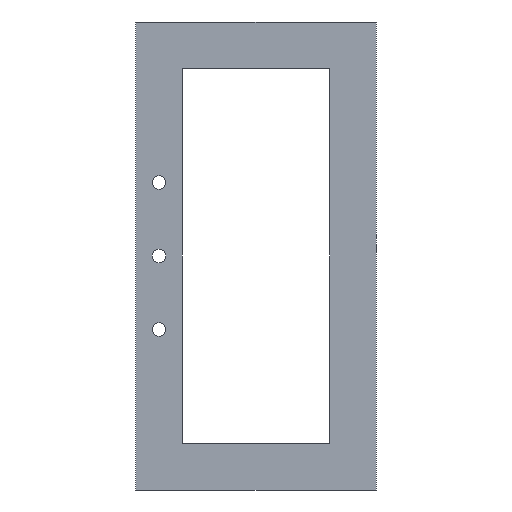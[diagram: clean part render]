
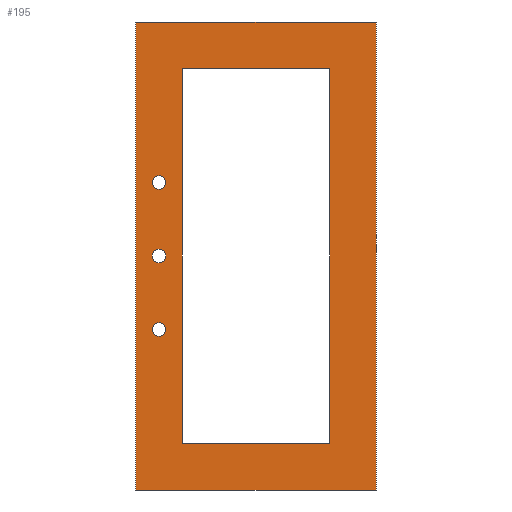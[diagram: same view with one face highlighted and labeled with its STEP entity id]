
A CAD part, top view. The second image highlights one B-rep face of the part: STEP entity #195.
In plain terms, the highlighted planar face has unit normal (0, 0, 1).
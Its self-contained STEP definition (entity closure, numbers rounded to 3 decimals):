
#32=CARTESIAN_POINT('',(435.,105.,10.));
#33=VERTEX_POINT('',#32);
#34=CARTESIAN_POINT('',(105.,105.,10.));
#35=VERTEX_POINT('',#34);
#36=CARTESIAN_POINT('',(435.,105.,10.));
#37=DIRECTION('',(-1.,0.,0.));
#38=VECTOR('',#37,330.);
#39=LINE('',#36,#38);
#40=EDGE_CURVE('',#33,#35,#39,.T.);
#82=CARTESIAN_POINT('',(540.,1050.,10.));
#83=VERTEX_POINT('',#82);
#90=CARTESIAN_POINT('',(540.,0.,10.));
#91=VERTEX_POINT('',#90);
#92=CARTESIAN_POINT('',(540.,0.,10.));
#93=DIRECTION('',(0.,1.,0.));
#94=VECTOR('',#93,1050.);
#95=LINE('',#92,#94);
#96=EDGE_CURVE('',#91,#83,#95,.T.);
#107=CARTESIAN_POINT('',(0.,0.,10.));
#108=DIRECTION('',(0.,0.,1.));
#109=DIRECTION('',(1.,0.,0.));
#110=AXIS2_PLACEMENT_3D('',#107,#108,#109);
#111=PLANE('',#110);
#112=CARTESIAN_POINT('',(67.5,690.,10.));
#113=VERTEX_POINT('',#112);
#114=CARTESIAN_POINT('',(52.5,690.,10.));
#115=DIRECTION('',(0.,0.,1.));
#116=DIRECTION('',(1.,0.,-0.));
#117=AXIS2_PLACEMENT_3D('',#114,#115,#116);
#118=CIRCLE('',#117,15.);
#119=EDGE_CURVE('',#113,#113,#118,.T.);
#120=ORIENTED_EDGE('',*,*,#119,.F.);
#121=EDGE_LOOP('',(#120));
#122=FACE_BOUND('',#121,.T.);
#123=CARTESIAN_POINT('',(67.5,360.,10.));
#124=VERTEX_POINT('',#123);
#125=CARTESIAN_POINT('',(52.5,360.,10.));
#126=DIRECTION('',(0.,0.,1.));
#127=DIRECTION('',(1.,0.,-0.));
#128=AXIS2_PLACEMENT_3D('',#125,#126,#127);
#129=CIRCLE('',#128,15.);
#130=EDGE_CURVE('',#124,#124,#129,.T.);
#131=ORIENTED_EDGE('',*,*,#130,.F.);
#132=EDGE_LOOP('',(#131));
#133=FACE_BOUND('',#132,.T.);
#134=CARTESIAN_POINT('',(67.5,525.,10.));
#135=VERTEX_POINT('',#134);
#136=CARTESIAN_POINT('',(52.5,525.,10.));
#137=DIRECTION('',(0.,0.,1.));
#138=DIRECTION('',(1.,0.,-0.));
#139=AXIS2_PLACEMENT_3D('',#136,#137,#138);
#140=CIRCLE('',#139,15.);
#141=EDGE_CURVE('',#135,#135,#140,.T.);
#142=ORIENTED_EDGE('',*,*,#141,.F.);
#143=EDGE_LOOP('',(#142));
#144=FACE_BOUND('',#143,.T.);
#145=CARTESIAN_POINT('',(105.,945.,10.));
#146=VERTEX_POINT('',#145);
#147=CARTESIAN_POINT('',(105.,105.,10.));
#148=DIRECTION('',(0.,1.,0.));
#149=VECTOR('',#148,840.);
#150=LINE('',#147,#149);
#151=EDGE_CURVE('',#35,#146,#150,.T.);
#152=ORIENTED_EDGE('',*,*,#151,.T.);
#153=CARTESIAN_POINT('',(435.,945.,10.));
#154=VERTEX_POINT('',#153);
#155=CARTESIAN_POINT('',(105.,945.,10.));
#156=DIRECTION('',(1.,0.,0.));
#157=VECTOR('',#156,330.);
#158=LINE('',#155,#157);
#159=EDGE_CURVE('',#146,#154,#158,.T.);
#160=ORIENTED_EDGE('',*,*,#159,.T.);
#161=CARTESIAN_POINT('',(435.,105.,10.));
#162=DIRECTION('',(0.,1.,0.));
#163=VECTOR('',#162,840.);
#164=LINE('',#161,#163);
#165=EDGE_CURVE('',#33,#154,#164,.T.);
#166=ORIENTED_EDGE('',*,*,#165,.F.);
#167=ORIENTED_EDGE('',*,*,#40,.T.);
#168=EDGE_LOOP('',(#152,#160,#166,#167));
#169=FACE_BOUND('',#168,.T.);
#170=CARTESIAN_POINT('',(-0.,1050.,10.));
#171=VERTEX_POINT('',#170);
#172=CARTESIAN_POINT('',(540.,1050.,10.));
#173=DIRECTION('',(-1.,-0.,0.));
#174=VECTOR('',#173,540.);
#175=LINE('',#172,#174);
#176=EDGE_CURVE('',#83,#171,#175,.T.);
#177=ORIENTED_EDGE('',*,*,#176,.T.);
#178=CARTESIAN_POINT('',(0.,0.,10.));
#179=VERTEX_POINT('',#178);
#180=CARTESIAN_POINT('',(0.,1050.,10.));
#181=DIRECTION('',(-0.,-1.,-0.));
#182=VECTOR('',#181,1050.);
#183=LINE('',#180,#182);
#184=EDGE_CURVE('',#171,#179,#183,.T.);
#185=ORIENTED_EDGE('',*,*,#184,.T.);
#186=CARTESIAN_POINT('',(0.,0.,10.));
#187=DIRECTION('',(1.,0.,-0.));
#188=VECTOR('',#187,540.);
#189=LINE('',#186,#188);
#190=EDGE_CURVE('',#179,#91,#189,.T.);
#191=ORIENTED_EDGE('',*,*,#190,.T.);
#192=ORIENTED_EDGE('',*,*,#96,.T.);
#193=EDGE_LOOP('',(#177,#185,#191,#192));
#194=FACE_BOUND('',#193,.T.);
#195=ADVANCED_FACE('',(#122,#133,#144,#169,#194),#111,.T.);
